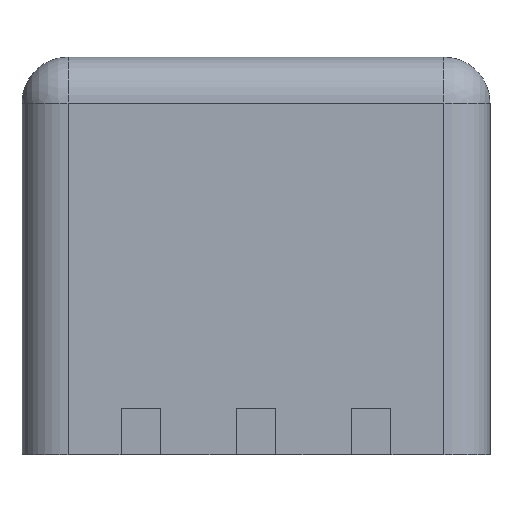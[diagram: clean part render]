
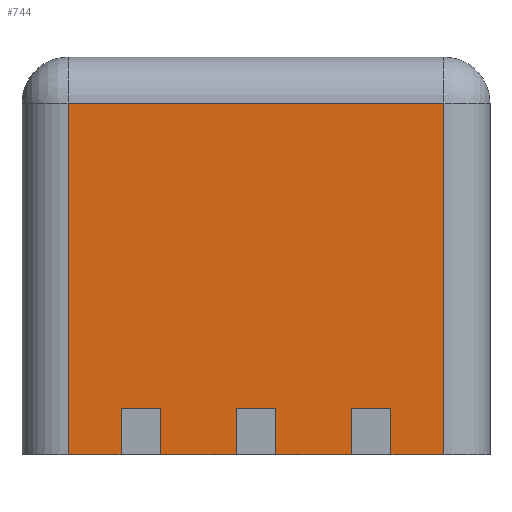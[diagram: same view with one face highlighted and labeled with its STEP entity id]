
A CAD part, left-side view. The second image highlights one B-rep face of the part: STEP entity #744.
In plain terms, the highlighted planar face has unit normal (-1, 0, 0).
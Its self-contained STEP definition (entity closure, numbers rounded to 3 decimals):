
#10 = ORIENTED_EDGE ( 'NONE', *, *, #743, .F. ) ;
#24 = CARTESIAN_POINT ( 'NONE',  ( 0., 7.15, 1. ) ) ;
#26 = CARTESIAN_POINT ( 'NONE',  ( 0., 5.51, 1. ) ) ;
#28 = DIRECTION ( 'NONE',  ( 0., 0., -1. ) ) ;
#34 = CARTESIAN_POINT ( 'NONE',  ( 0., 8.01, 8.64 ) ) ;
#38 = EDGE_CURVE ( 'NONE', #1141, #1050, #1308, .T. ) ;
#42 = VERTEX_POINT ( 'NONE', #591 ) ;
#44 = CARTESIAN_POINT ( 'NONE',  ( 0., 9.16, 7.64 ) ) ;
#57 = VECTOR ( 'NONE', #477, 1000. ) ;
#61 = LINE ( 'NONE', #1168, #337 ) ;
#86 = CARTESIAN_POINT ( 'NONE',  ( 0., 5.51, 0. ) ) ;
#99 = EDGE_CURVE ( 'NONE', #571, #1141, #276, .T. ) ;
#105 = CARTESIAN_POINT ( 'NONE',  ( 0., 1., 8.64 ) ) ;
#114 = ORIENTED_EDGE ( 'NONE', *, *, #842, .F. ) ;
#131 = CARTESIAN_POINT ( 'NONE',  ( 0., 0., 8.64 ) ) ;
#143 = CARTESIAN_POINT ( 'NONE',  ( 0., 8.01, 0. ) ) ;
#145 = VECTOR ( 'NONE', #269, 1000. ) ;
#152 = LINE ( 'NONE', #659, #320 ) ;
#159 = LINE ( 'NONE', #781, #953 ) ;
#160 = LINE ( 'NONE', #383, #1285 ) ;
#162 = DIRECTION ( 'NONE',  ( 0., 1., 0. ) ) ;
#176 = CARTESIAN_POINT ( 'NONE',  ( 0., 3.01, 1. ) ) ;
#178 = CARTESIAN_POINT ( 'NONE',  ( 0., 4.65, 1. ) ) ;
#188 = VECTOR ( 'NONE', #162, 1000. ) ;
#202 = CARTESIAN_POINT ( 'NONE',  ( 0., 3.01, 0. ) ) ;
#204 = CARTESIAN_POINT ( 'NONE',  ( 0., 0., 1. ) ) ;
#209 = VERTEX_POINT ( 'NONE', #935 ) ;
#217 = ORIENTED_EDGE ( 'NONE', *, *, #1319, .F. ) ;
#222 = VERTEX_POINT ( 'NONE', #1128 ) ;
#235 = CARTESIAN_POINT ( 'NONE',  ( 0., 0., 0. ) ) ;
#245 = CARTESIAN_POINT ( 'NONE',  ( 0., 8.01, 1. ) ) ;
#247 = DIRECTION ( 'NONE',  ( 0., -1., 0. ) ) ;
#251 = VECTOR ( 'NONE', #247, 1000. ) ;
#265 = DIRECTION ( 'NONE',  ( 0., 0., -1. ) ) ;
#269 = DIRECTION ( 'NONE',  ( 0., 0., 1. ) ) ;
#276 = LINE ( 'NONE', #487, #805 ) ;
#293 = ORIENTED_EDGE ( 'NONE', *, *, #1005, .T. ) ;
#297 = EDGE_CURVE ( 'NONE', #1050, #947, #838, .T. ) ;
#320 = VECTOR ( 'NONE', #877, 1000. ) ;
#337 = VECTOR ( 'NONE', #1281, 1000. ) ;
#361 = VECTOR ( 'NONE', #969, 1000. ) ;
#368 = VERTEX_POINT ( 'NONE', #24 ) ;
#383 = CARTESIAN_POINT ( 'NONE',  ( 0., 7.15, 8.64 ) ) ;
#411 = CARTESIAN_POINT ( 'NONE',  ( 0., 4.65, 0. ) ) ;
#425 = VERTEX_POINT ( 'NONE', #245 ) ;
#433 = VERTEX_POINT ( 'NONE', #44 ) ;
#461 = VERTEX_POINT ( 'NONE', #894 ) ;
#464 = EDGE_CURVE ( 'NONE', #209, #579, #783, .T. ) ;
#477 = DIRECTION ( 'NONE',  ( 0., -1., 0. ) ) ;
#481 = ORIENTED_EDGE ( 'NONE', *, *, #786, .T. ) ;
#483 = ORIENTED_EDGE ( 'NONE', *, *, #1312, .T. ) ;
#485 = CARTESIAN_POINT ( 'NONE',  ( 0., 0., 0. ) ) ;
#487 = CARTESIAN_POINT ( 'NONE',  ( 0., 4.65, 8.64 ) ) ;
#502 = ORIENTED_EDGE ( 'NONE', *, *, #464, .T. ) ;
#512 = DIRECTION ( 'NONE',  ( 0., 0., 1. ) ) ;
#535 = ORIENTED_EDGE ( 'NONE', *, *, #853, .T. ) ;
#555 = ORIENTED_EDGE ( 'NONE', *, *, #1230, .T. ) ;
#564 = EDGE_CURVE ( 'NONE', #368, #209, #160, .T. ) ;
#571 = VERTEX_POINT ( 'NONE', #178 ) ;
#579 = VERTEX_POINT ( 'NONE', #86 ) ;
#585 = LINE ( 'NONE', #1316, #641 ) ;
#591 = CARTESIAN_POINT ( 'NONE',  ( 0., 2.15, 1. ) ) ;
#635 = LINE ( 'NONE', #105, #1165 ) ;
#641 = VECTOR ( 'NONE', #903, 1000. ) ;
#646 = PLANE ( 'NONE',  #663 ) ;
#659 = CARTESIAN_POINT ( 'NONE',  ( 0., 0., 1. ) ) ;
#663 = AXIS2_PLACEMENT_3D ( 'NONE', #131, #964, #28 ) ;
#677 = LINE ( 'NONE', #1095, #188 ) ;
#700 = ORIENTED_EDGE ( 'NONE', *, *, #1147, .T. ) ;
#711 = VECTOR ( 'NONE', #1053, 1000. ) ;
#743 = EDGE_CURVE ( 'NONE', #42, #947, #1138, .T. ) ;
#744 = ADVANCED_FACE ( 'NONE', ( #1041 ), #646, .F. ) ;
#762 = DIRECTION ( 'NONE',  ( 0., 1., 0. ) ) ;
#780 = ORIENTED_EDGE ( 'NONE', *, *, #297, .T. ) ;
#781 = CARTESIAN_POINT ( 'NONE',  ( 0., 5.51, 8.64 ) ) ;
#783 = LINE ( 'NONE', #485, #886 ) ;
#786 = EDGE_CURVE ( 'NONE', #433, #1289, #1181, .T. ) ;
#787 = VERTEX_POINT ( 'NONE', #143 ) ;
#788 = DIRECTION ( 'NONE',  ( 0., 0., 1. ) ) ;
#794 = CARTESIAN_POINT ( 'NONE',  ( 0., 9.16, 8.64 ) ) ;
#805 = VECTOR ( 'NONE', #1315, 1000. ) ;
#821 = EDGE_LOOP ( 'NONE', ( #1274, #780, #10, #555, #293, #700, #483, #481, #1169, #535, #217, #989, #502, #1144, #114, #869 ) ) ;
#838 = LINE ( 'NONE', #1243, #711 ) ;
#842 = EDGE_CURVE ( 'NONE', #571, #1045, #152, .T. ) ;
#853 = EDGE_CURVE ( 'NONE', #787, #425, #899, .T. ) ;
#858 = EDGE_CURVE ( 'NONE', #579, #1045, #159, .T. ) ;
#869 = ORIENTED_EDGE ( 'NONE', *, *, #99, .T. ) ;
#877 = DIRECTION ( 'NONE',  ( 0., 1., 0. ) ) ;
#886 = VECTOR ( 'NONE', #916, 1000. ) ;
#894 = CARTESIAN_POINT ( 'NONE',  ( 0., 2.15, 0. ) ) ;
#899 = LINE ( 'NONE', #34, #145 ) ;
#903 = DIRECTION ( 'NONE',  ( 0., 1., 0. ) ) ;
#916 = DIRECTION ( 'NONE',  ( 0., -1., 0. ) ) ;
#935 = CARTESIAN_POINT ( 'NONE',  ( 0., 7.15, 0. ) ) ;
#947 = VERTEX_POINT ( 'NONE', #176 ) ;
#953 = VECTOR ( 'NONE', #788, 1000. ) ;
#964 = DIRECTION ( 'NONE',  ( 1., 0., 0. ) ) ;
#969 = DIRECTION ( 'NONE',  ( 0., 0., -1. ) ) ;
#989 = ORIENTED_EDGE ( 'NONE', *, *, #564, .T. ) ;
#1005 = EDGE_CURVE ( 'NONE', #461, #222, #1226, .T. ) ;
#1041 = FACE_OUTER_BOUND ( 'NONE', #821, .T. ) ;
#1045 = VERTEX_POINT ( 'NONE', #26 ) ;
#1050 = VERTEX_POINT ( 'NONE', #202 ) ;
#1053 = DIRECTION ( 'NONE',  ( 0., 0., 1. ) ) ;
#1074 = LINE ( 'NONE', #235, #251 ) ;
#1095 = CARTESIAN_POINT ( 'NONE',  ( 0., 0., 7.64 ) ) ;
#1101 = DIRECTION ( 'NONE',  ( 0., -1., 0. ) ) ;
#1109 = CARTESIAN_POINT ( 'NONE',  ( 0., 0., 0. ) ) ;
#1128 = CARTESIAN_POINT ( 'NONE',  ( 0., 1., 0. ) ) ;
#1138 = LINE ( 'NONE', #204, #1247 ) ;
#1141 = VERTEX_POINT ( 'NONE', #411 ) ;
#1144 = ORIENTED_EDGE ( 'NONE', *, *, #858, .T. ) ;
#1147 = EDGE_CURVE ( 'NONE', #222, #1304, #635, .T. ) ;
#1165 = VECTOR ( 'NONE', #512, 1000. ) ;
#1168 = CARTESIAN_POINT ( 'NONE',  ( 0., 2.15, 8.64 ) ) ;
#1169 = ORIENTED_EDGE ( 'NONE', *, *, #1241, .T. ) ;
#1181 = LINE ( 'NONE', #794, #361 ) ;
#1192 = CARTESIAN_POINT ( 'NONE',  ( 0., 1., 7.64 ) ) ;
#1210 = CARTESIAN_POINT ( 'NONE',  ( 0., 0., 0. ) ) ;
#1226 = LINE ( 'NONE', #1210, #57 ) ;
#1230 = EDGE_CURVE ( 'NONE', #42, #461, #61, .T. ) ;
#1241 = EDGE_CURVE ( 'NONE', #1289, #787, #1074, .T. ) ;
#1243 = CARTESIAN_POINT ( 'NONE',  ( 0., 3.01, 8.64 ) ) ;
#1247 = VECTOR ( 'NONE', #762, 1000. ) ;
#1269 = CARTESIAN_POINT ( 'NONE',  ( 0., 9.16, 0. ) ) ;
#1274 = ORIENTED_EDGE ( 'NONE', *, *, #38, .T. ) ;
#1281 = DIRECTION ( 'NONE',  ( 0., 0., -1. ) ) ;
#1285 = VECTOR ( 'NONE', #265, 1000. ) ;
#1289 = VERTEX_POINT ( 'NONE', #1269 ) ;
#1293 = VECTOR ( 'NONE', #1101, 1000. ) ;
#1304 = VERTEX_POINT ( 'NONE', #1192 ) ;
#1308 = LINE ( 'NONE', #1109, #1293 ) ;
#1312 = EDGE_CURVE ( 'NONE', #1304, #433, #677, .T. ) ;
#1315 = DIRECTION ( 'NONE',  ( 0., 0., -1. ) ) ;
#1316 = CARTESIAN_POINT ( 'NONE',  ( 0., 0., 1. ) ) ;
#1319 = EDGE_CURVE ( 'NONE', #368, #425, #585, .T. ) ;
